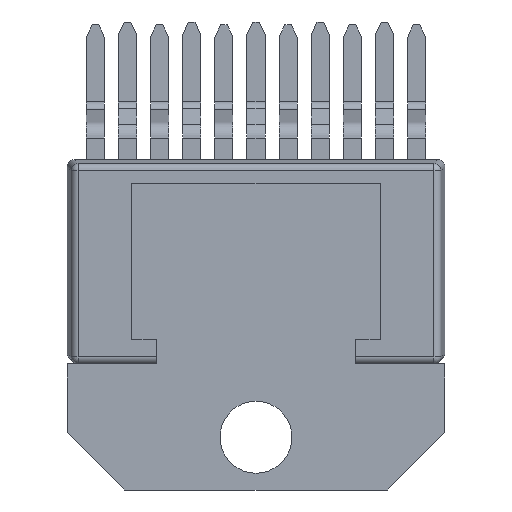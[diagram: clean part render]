
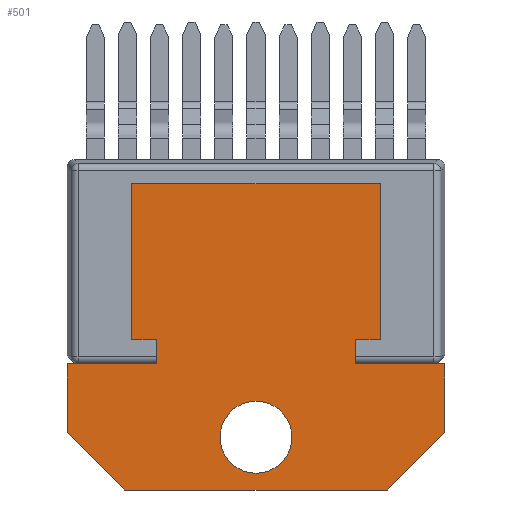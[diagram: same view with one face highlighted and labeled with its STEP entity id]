
A CAD part, front view. The second image highlights one B-rep face of the part: STEP entity #501.
In plain terms, the highlighted planar face has unit normal (0, -1, 0).
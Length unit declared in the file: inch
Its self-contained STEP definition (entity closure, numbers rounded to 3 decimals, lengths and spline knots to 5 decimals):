
#5=CARTESIAN_POINT('',(0.,0.,0.));
#6=DIRECTION('',(0.,1.,0.));
#7=DIRECTION('',(1.,0.,0.));
#8=AXIS2_PLACEMENT_3D('',#5,#6,#7);
#14=CARTESIAN_POINT('',(0.,0.,0.));
#15=DIRECTION('',(0.,1.,0.));
#16=DIRECTION('',(-1.,0.,0.));
#17=AXIS2_PLACEMENT_3D('',#14,#15,#16);
#22=DIRECTION('',(1.,0.,0.));
#23=VECTOR('',#22,0.518);
#24=CARTESIAN_POINT('',(-0.259,0.,0.529));
#25=LINE('',#24,#23);
#29=DIRECTION('',(-1.,0.,0.));
#30=VECTOR('',#29,0.051);
#31=CARTESIAN_POINT('',(0.259,0.,0.203));
#32=LINE('',#31,#30);
#36=DIRECTION('',(0.,0.,1.));
#37=VECTOR('',#36,0.05);
#38=CARTESIAN_POINT('',(0.208,0.,0.153));
#39=LINE('',#38,#37);
#43=DIRECTION('',(1.,0.,0.));
#44=VECTOR('',#43,0.186);
#45=CARTESIAN_POINT('',(0.208,0.,0.153));
#46=LINE('',#45,#44);
#50=DIRECTION('',(0.,0.,-1.));
#51=VECTOR('',#50,0.143);
#52=CARTESIAN_POINT('',(0.394,0.,0.153));
#53=LINE('',#52,#51);
#57=DIRECTION('',(-0.707,0.,-0.707));
#58=VECTOR('',#57,0.16971);
#59=CARTESIAN_POINT('',(0.394,0.,0.01));
#60=LINE('',#59,#58);
#64=DIRECTION('',(-1.,0.,0.));
#65=VECTOR('',#64,0.548);
#66=CARTESIAN_POINT('',(0.274,0.,-0.11));
#67=LINE('',#66,#65);
#71=DIRECTION('',(-0.707,0.,0.707));
#72=VECTOR('',#71,0.16971);
#73=CARTESIAN_POINT('',(-0.274,0.,-0.11));
#74=LINE('',#73,#72);
#78=DIRECTION('',(0.,0.,1.));
#79=VECTOR('',#78,0.143);
#80=CARTESIAN_POINT('',(-0.394,0.,0.01));
#81=LINE('',#80,#79);
#85=DIRECTION('',(1.,0.,0.));
#86=VECTOR('',#85,0.186);
#87=CARTESIAN_POINT('',(-0.394,0.,0.153));
#88=LINE('',#87,#86);
#92=DIRECTION('',(0.,0.,-1.));
#93=VECTOR('',#92,0.05);
#94=CARTESIAN_POINT('',(-0.208,0.,0.203));
#95=LINE('',#94,#93);
#99=DIRECTION('',(-1.,0.,0.));
#100=VECTOR('',#99,0.051);
#101=CARTESIAN_POINT('',(-0.208,0.,0.203));
#102=LINE('',#101,#100);
#276=DIRECTION('',(0.,0.,1.));
#277=VECTOR('',#276,0.326);
#278=CARTESIAN_POINT('',(0.259,0.,0.203));
#279=LINE('',#278,#277);
#311=DIRECTION('',(0.,0.,-1.));
#312=VECTOR('',#311,0.326);
#313=CARTESIAN_POINT('',(-0.259,0.,0.529));
#314=LINE('',#313,#312);
#388=CARTESIAN_POINT('',(0.394,0.,0.153));
#389=CARTESIAN_POINT('',(0.394,0.,0.01));
#390=VERTEX_POINT('',#388);
#391=VERTEX_POINT('',#389);
#392=CARTESIAN_POINT('',(0.274,0.,-0.11));
#393=VERTEX_POINT('',#392);
#394=CARTESIAN_POINT('',(-0.274,0.,-0.11));
#395=VERTEX_POINT('',#394);
#396=CARTESIAN_POINT('',(-0.394,0.,0.01));
#397=VERTEX_POINT('',#396);
#398=CARTESIAN_POINT('',(-0.394,0.,0.153));
#399=VERTEX_POINT('',#398);
#412=CARTESIAN_POINT('',(0.075,0.,0.));
#413=CARTESIAN_POINT('',(-0.075,0.,0.));
#414=VERTEX_POINT('',#412);
#415=VERTEX_POINT('',#413);
#420=CARTESIAN_POINT('',(0.208,0.,0.153));
#422=VERTEX_POINT('',#420);
#424=CARTESIAN_POINT('',(-0.208,0.,0.153));
#426=VERTEX_POINT('',#424);
#428=CARTESIAN_POINT('',(0.208,0.,0.203));
#429=VERTEX_POINT('',#428);
#430=CARTESIAN_POINT('',(-0.208,0.,0.203));
#431=VERTEX_POINT('',#430);
#432=CARTESIAN_POINT('',(-0.259,0.,0.203));
#433=VERTEX_POINT('',#432);
#434=CARTESIAN_POINT('',(0.259,0.,0.203));
#435=VERTEX_POINT('',#434);
#436=CARTESIAN_POINT('',(-0.259,0.,0.529));
#437=CARTESIAN_POINT('',(0.259,0.,0.529));
#438=VERTEX_POINT('',#436);
#439=VERTEX_POINT('',#437);
#460=CARTESIAN_POINT('',(0.,0.,0.));
#461=DIRECTION('',(0.,1.,0.));
#462=DIRECTION('',(1.,0.,0.));
#463=AXIS2_PLACEMENT_3D('',#460,#461,#462);
#464=PLANE('',#463);
#466=ORIENTED_EDGE('',*,*,#465,.T.);
#468=ORIENTED_EDGE('',*,*,#467,.F.);
#470=ORIENTED_EDGE('',*,*,#469,.T.);
#472=ORIENTED_EDGE('',*,*,#471,.F.);
#474=ORIENTED_EDGE('',*,*,#473,.T.);
#476=ORIENTED_EDGE('',*,*,#475,.T.);
#478=ORIENTED_EDGE('',*,*,#477,.T.);
#480=ORIENTED_EDGE('',*,*,#479,.T.);
#482=ORIENTED_EDGE('',*,*,#481,.T.);
#484=ORIENTED_EDGE('',*,*,#483,.T.);
#486=ORIENTED_EDGE('',*,*,#485,.T.);
#488=ORIENTED_EDGE('',*,*,#487,.F.);
#490=ORIENTED_EDGE('',*,*,#489,.T.);
#492=ORIENTED_EDGE('',*,*,#491,.F.);
#493=EDGE_LOOP('',(#466,#468,#470,#472,#474,#476,#478,#480,#482,#484,#486,#488,
#490,#492));
#494=FACE_OUTER_BOUND('',#493,.F.);
#496=ORIENTED_EDGE('',*,*,#495,.F.);
#498=ORIENTED_EDGE('',*,*,#497,.F.);
#499=EDGE_LOOP('',(#496,#498));
#500=FACE_BOUND('',#499,.F.);
#501=ADVANCED_FACE('',(#494,#500),#464,.F.);
#9=CIRCLE('',#8,0.075);
#18=CIRCLE('',#17,0.075);
#465=EDGE_CURVE('',#438,#439,#25,.T.);
#467=EDGE_CURVE('',#435,#439,#279,.T.);
#469=EDGE_CURVE('',#435,#429,#32,.T.);
#471=EDGE_CURVE('',#422,#429,#39,.T.);
#473=EDGE_CURVE('',#422,#390,#46,.T.);
#475=EDGE_CURVE('',#390,#391,#53,.T.);
#477=EDGE_CURVE('',#391,#393,#60,.T.);
#479=EDGE_CURVE('',#393,#395,#67,.T.);
#481=EDGE_CURVE('',#395,#397,#74,.T.);
#483=EDGE_CURVE('',#397,#399,#81,.T.);
#485=EDGE_CURVE('',#399,#426,#88,.T.);
#487=EDGE_CURVE('',#431,#426,#95,.T.);
#489=EDGE_CURVE('',#431,#433,#102,.T.);
#491=EDGE_CURVE('',#438,#433,#314,.T.);
#495=EDGE_CURVE('',#414,#415,#9,.T.);
#497=EDGE_CURVE('',#415,#414,#18,.T.);
